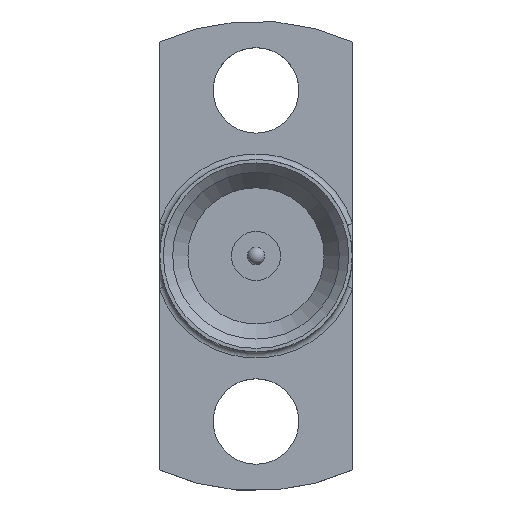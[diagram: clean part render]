
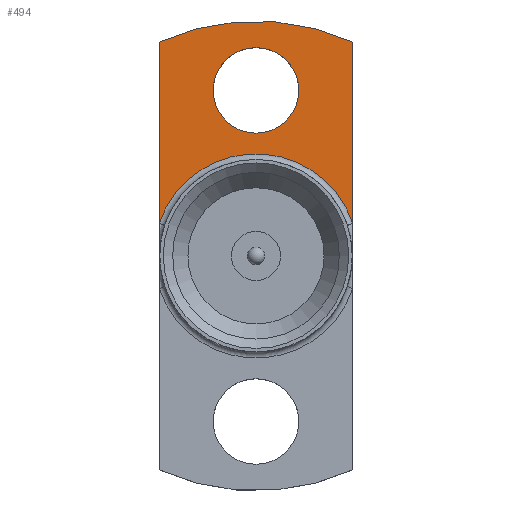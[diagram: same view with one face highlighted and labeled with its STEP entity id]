
A CAD part, top view. The second image highlights one B-rep face of the part: STEP entity #494.
In plain terms, the highlighted planar face has unit normal (0, 0, 1).
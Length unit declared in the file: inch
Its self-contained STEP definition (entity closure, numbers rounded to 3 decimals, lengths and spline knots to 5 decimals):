
#4 = AXIS2_PLACEMENT_3D ( 'NONE', #251, #49, #186 ) ;
#7 = VECTOR ( 'NONE', #870, 39.37008 ) ;
#11 = ORIENTED_EDGE ( 'NONE', *, *, #659, .T. ) ;
#37 = DIRECTION ( 'NONE',  ( 0., -1., 0. ) ) ;
#49 = DIRECTION ( 'NONE',  ( 0., 0., -1. ) ) ;
#54 = DIRECTION ( 'NONE',  ( 0., 0., -1. ) ) ;
#87 = VERTEX_POINT ( 'NONE', #193 ) ;
#119 = CIRCLE ( 'NONE', #713, 0.087 ) ;
#137 = CARTESIAN_POINT ( 'NONE',  ( 0.0825, -0.2, 0. ) ) ;
#148 = AXIS2_PLACEMENT_3D ( 'NONE', #526, #581, #374 ) ;
#175 = EDGE_CURVE ( 'NONE', #87, #597, #294, .T. ) ;
#184 = EDGE_LOOP ( 'NONE', ( #710, #11, #305, #833 ) ) ;
#186 = DIRECTION ( 'NONE',  ( -1., 0., 0. ) ) ;
#193 = CARTESIAN_POINT ( 'NONE',  ( -0.0825, 0.18219, 0. ) ) ;
#204 = EDGE_CURVE ( 'NONE', #87, #620, #396, .T. ) ;
#214 = EDGE_CURVE ( 'NONE', #904, #904, #244, .T. ) ;
#238 = FACE_OUTER_BOUND ( 'NONE', #184, .T. ) ;
#244 = CIRCLE ( 'NONE', #724, 0.03642 ) ;
#248 = DIRECTION ( 'NONE',  ( -1., 0., 0. ) ) ;
#251 = CARTESIAN_POINT ( 'NONE',  ( 0., 0., 0. ) ) ;
#294 = CIRCLE ( 'NONE', #4, 0.2 ) ;
#305 = ORIENTED_EDGE ( 'NONE', *, *, #351, .T. ) ;
#336 = CARTESIAN_POINT ( 'NONE',  ( -0.0825, 0.02762, 0. ) ) ;
#351 = EDGE_CURVE ( 'NONE', #819, #597, #788, .T. ) ;
#356 = ORIENTED_EDGE ( 'NONE', *, *, #214, .F. ) ;
#374 = DIRECTION ( 'NONE',  ( -1., 0., 0. ) ) ;
#396 = LINE ( 'NONE', #678, #827 ) ;
#420 = CARTESIAN_POINT ( 'NONE',  ( 0.03642, 0.141, 0. ) ) ;
#432 = CARTESIAN_POINT ( 'NONE',  ( 0., 0.141, 0. ) ) ;
#494 = ADVANCED_FACE ( 'NONE', ( #671, #238 ), #751, .F. ) ;
#501 = DIRECTION ( 'NONE',  ( 0., 0., 1. ) ) ;
#525 = EDGE_LOOP ( 'NONE', ( #356 ) ) ;
#526 = CARTESIAN_POINT ( 'NONE',  ( 0., 0., 0. ) ) ;
#532 = CARTESIAN_POINT ( 'NONE',  ( 0.0825, 0.02762, 0. ) ) ;
#581 = DIRECTION ( 'NONE',  ( 0., 0., -1. ) ) ;
#597 = VERTEX_POINT ( 'NONE', #835 ) ;
#620 = VERTEX_POINT ( 'NONE', #336 ) ;
#659 = EDGE_CURVE ( 'NONE', #620, #819, #119, .T. ) ;
#671 = FACE_BOUND ( 'NONE', #525, .T. ) ;
#678 = CARTESIAN_POINT ( 'NONE',  ( -0.0825, -0.2, 0. ) ) ;
#710 = ORIENTED_EDGE ( 'NONE', *, *, #204, .T. ) ;
#713 = AXIS2_PLACEMENT_3D ( 'NONE', #778, #54, #248 ) ;
#724 = AXIS2_PLACEMENT_3D ( 'NONE', #432, #501, #868 ) ;
#751 = PLANE ( 'NONE',  #148 ) ;
#778 = CARTESIAN_POINT ( 'NONE',  ( 0., 0., 0. ) ) ;
#788 = LINE ( 'NONE', #137, #7 ) ;
#819 = VERTEX_POINT ( 'NONE', #532 ) ;
#827 = VECTOR ( 'NONE', #37, 39.37008 ) ;
#833 = ORIENTED_EDGE ( 'NONE', *, *, #175, .F. ) ;
#835 = CARTESIAN_POINT ( 'NONE',  ( 0.0825, 0.18219, 0. ) ) ;
#868 = DIRECTION ( 'NONE',  ( 1., 0., 0. ) ) ;
#870 = DIRECTION ( 'NONE',  ( 0., 1., 0. ) ) ;
#904 = VERTEX_POINT ( 'NONE', #420 ) ;
